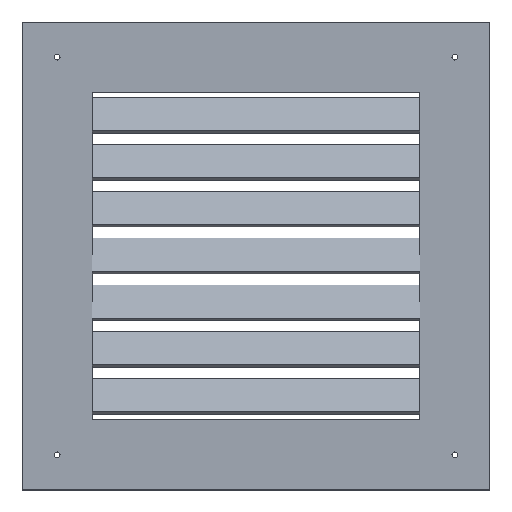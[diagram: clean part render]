
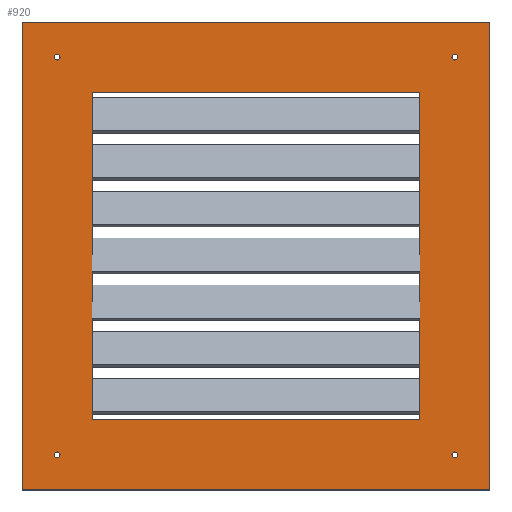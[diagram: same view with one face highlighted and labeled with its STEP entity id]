
A CAD part, top view. The second image highlights one B-rep face of the part: STEP entity #920.
In plain terms, the highlighted planar face has unit normal (0, 0, 1).
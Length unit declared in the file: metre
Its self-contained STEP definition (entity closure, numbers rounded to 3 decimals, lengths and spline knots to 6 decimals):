
#22=CIRCLE('',#1072,0.00125);
#23=CIRCLE('',#1073,0.00125);
#24=CIRCLE('',#1074,0.00125);
#25=CIRCLE('',#1075,0.00125);
#198=ORIENTED_EDGE('',*,*,#362,.T.);
#199=ORIENTED_EDGE('',*,*,#363,.T.);
#200=ORIENTED_EDGE('',*,*,#364,.T.);
#201=ORIENTED_EDGE('',*,*,#365,.T.);
#202=ORIENTED_EDGE('',*,*,#350,.F.);
#203=ORIENTED_EDGE('',*,*,#354,.T.);
#204=ORIENTED_EDGE('',*,*,#357,.T.);
#205=ORIENTED_EDGE('',*,*,#359,.F.);
#206=ORIENTED_EDGE('',*,*,#340,.T.);
#207=ORIENTED_EDGE('',*,*,#344,.T.);
#208=ORIENTED_EDGE('',*,*,#347,.F.);
#209=ORIENTED_EDGE('',*,*,#361,.F.);
#340=EDGE_CURVE('',#437,#436,#536,.T.);
#344=EDGE_CURVE('',#436,#439,#540,.T.);
#347=EDGE_CURVE('',#441,#439,#543,.T.);
#350=EDGE_CURVE('',#444,#445,#546,.T.);
#354=EDGE_CURVE('',#444,#447,#550,.T.);
#357=EDGE_CURVE('',#447,#449,#553,.T.);
#359=EDGE_CURVE('',#445,#449,#555,.T.);
#361=EDGE_CURVE('',#437,#441,#557,.T.);
#362=EDGE_CURVE('',#450,#450,#22,.T.);
#363=EDGE_CURVE('',#451,#451,#23,.T.);
#364=EDGE_CURVE('',#452,#452,#24,.T.);
#365=EDGE_CURVE('',#453,#453,#25,.T.);
#436=VERTEX_POINT('',#1492);
#437=VERTEX_POINT('',#1494);
#439=VERTEX_POINT('',#1500);
#441=VERTEX_POINT('',#1506);
#444=VERTEX_POINT('',#1513);
#445=VERTEX_POINT('',#1515);
#447=VERTEX_POINT('',#1521);
#449=VERTEX_POINT('',#1527);
#450=VERTEX_POINT('',#1537);
#451=VERTEX_POINT('',#1539);
#452=VERTEX_POINT('',#1541);
#453=VERTEX_POINT('',#1543);
#536=LINE('',#1493,#644);
#540=LINE('',#1501,#648);
#543=LINE('',#1507,#651);
#546=LINE('',#1514,#654);
#550=LINE('',#1522,#658);
#553=LINE('',#1528,#661);
#555=LINE('',#1531,#663);
#557=LINE('',#1534,#665);
#644=VECTOR('',#1235,1.);
#648=VECTOR('',#1241,1.);
#651=VECTOR('',#1246,1.);
#654=VECTOR('',#1251,1.);
#658=VECTOR('',#1257,1.);
#661=VECTOR('',#1262,1.);
#663=VECTOR('',#1266,1.);
#665=VECTOR('',#1270,1.);
#728=EDGE_LOOP('',(#198));
#729=EDGE_LOOP('',(#199));
#730=EDGE_LOOP('',(#200));
#731=EDGE_LOOP('',(#201));
#732=EDGE_LOOP('',(#202,#203,#204,#205));
#733=EDGE_LOOP('',(#206,#207,#208,#209));
#798=FACE_BOUND('',#728,.T.);
#799=FACE_BOUND('',#729,.T.);
#800=FACE_BOUND('',#730,.T.);
#801=FACE_BOUND('',#731,.T.);
#802=FACE_BOUND('',#732,.T.);
#803=FACE_BOUND('',#733,.T.);
#868=PLANE('',#1071);
#920=ADVANCED_FACE('',(#798,#799,#800,#801,#802,#803),#868,.T.);
#1071=AXIS2_PLACEMENT_3D('',#1535,#1271,#1272);
#1072=AXIS2_PLACEMENT_3D('',#1536,#1273,#1274);
#1073=AXIS2_PLACEMENT_3D('',#1538,#1275,#1276);
#1074=AXIS2_PLACEMENT_3D('',#1540,#1277,#1278);
#1075=AXIS2_PLACEMENT_3D('',#1542,#1279,#1280);
#1235=DIRECTION('',(0.,1.,0.));
#1241=DIRECTION('',(1.,0.,0.));
#1246=DIRECTION('',(0.,1.,0.));
#1251=DIRECTION('',(0.,1.,0.));
#1257=DIRECTION('',(1.,0.,0.));
#1262=DIRECTION('',(0.,1.,0.));
#1266=DIRECTION('',(1.,0.,0.));
#1270=DIRECTION('',(1.,0.,0.));
#1271=DIRECTION('',(0.,0.,1.));
#1272=DIRECTION('',(1.,0.,0.));
#1273=DIRECTION('',(0.,0.,-1.));
#1274=DIRECTION('',(-1.,0.,0.));
#1275=DIRECTION('',(0.,0.,-1.));
#1276=DIRECTION('',(-1.,0.,0.));
#1277=DIRECTION('',(0.,0.,-1.));
#1278=DIRECTION('',(-1.,0.,0.));
#1279=DIRECTION('',(0.,0.,-1.));
#1280=DIRECTION('',(-1.,0.,0.));
#1492=CARTESIAN_POINT('',(0.03,0.17,0.0015));
#1493=CARTESIAN_POINT('',(0.03,0.1,0.0015));
#1494=CARTESIAN_POINT('',(0.03,0.03,0.0015));
#1500=CARTESIAN_POINT('',(0.17,0.17,0.0015));
#1501=CARTESIAN_POINT('',(0.1,0.17,0.0015));
#1506=CARTESIAN_POINT('',(0.17,0.03,0.0015));
#1507=CARTESIAN_POINT('',(0.17,0.1,0.0015));
#1513=CARTESIAN_POINT('',(0.,0.,0.0015));
#1514=CARTESIAN_POINT('',(0.,0.1,0.0015));
#1515=CARTESIAN_POINT('',(0.,0.2,0.0015));
#1521=CARTESIAN_POINT('',(0.2,0.,0.0015));
#1522=CARTESIAN_POINT('',(0.1,0.,0.0015));
#1527=CARTESIAN_POINT('',(0.2,0.2,0.0015));
#1528=CARTESIAN_POINT('',(0.2,0.1,0.0015));
#1531=CARTESIAN_POINT('',(0.1,0.2,0.0015));
#1534=CARTESIAN_POINT('',(0.1,0.03,0.0015));
#1535=CARTESIAN_POINT('',(0.1,0.1,0.0015));
#1536=CARTESIAN_POINT('',(0.015,0.185,0.0015));
#1537=CARTESIAN_POINT('',(0.01375,0.185,0.0015));
#1538=CARTESIAN_POINT('',(0.015,0.015,0.0015));
#1539=CARTESIAN_POINT('',(0.01375,0.015,0.0015));
#1540=CARTESIAN_POINT('',(0.185,0.015,0.0015));
#1541=CARTESIAN_POINT('',(0.18375,0.015,0.0015));
#1542=CARTESIAN_POINT('',(0.185,0.185,0.0015));
#1543=CARTESIAN_POINT('',(0.18375,0.185,0.0015));
